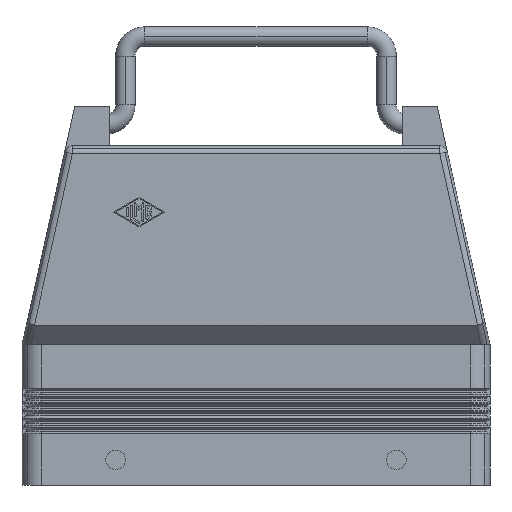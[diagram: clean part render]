
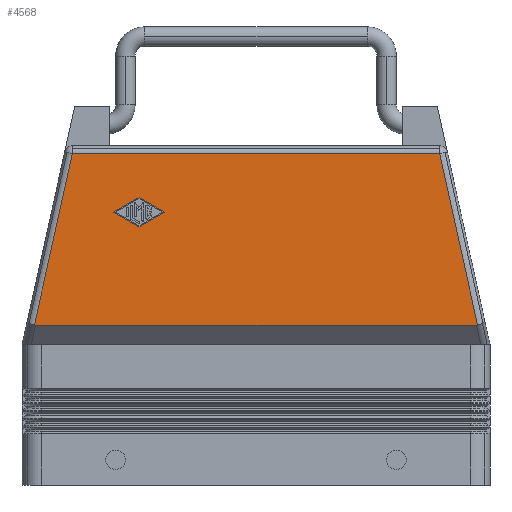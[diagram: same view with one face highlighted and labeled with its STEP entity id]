
A CAD part, front view. The second image highlights one B-rep face of the part: STEP entity #4568.
In plain terms, the highlighted planar face has unit normal (0, -1, 0).
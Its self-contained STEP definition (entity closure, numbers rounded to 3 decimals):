
#516=CARTESIAN_POINT('',(47.088,-26.5,85.));
#517=VERTEX_POINT('',#516);
#525=CARTESIAN_POINT('',(56.836,-26.5,41.033));
#526=VERTEX_POINT('',#525);
#527=CARTESIAN_POINT('',(47.088,-26.5,85.));
#528=DIRECTION('',(0.216,0.0,-0.976));
#529=VECTOR('',#528,45.034);
#530=LINE('',#527,#529);
#531=EDGE_CURVE('',#517,#526,#530,.T.);
#659=CARTESIAN_POINT('',(-47.088,-26.5,85.));
#660=VERTEX_POINT('',#659);
#668=CARTESIAN_POINT('',(-47.088,-26.5,85.));
#669=DIRECTION('',(1.0,0.0,0.0));
#670=VECTOR('',#669,94.177);
#671=LINE('',#668,#670);
#672=EDGE_CURVE('',#660,#517,#671,.T.);
#698=CARTESIAN_POINT('',(-56.836,-26.5,41.033));
#699=VERTEX_POINT('',#698);
#707=CARTESIAN_POINT('',(-56.836,-26.5,41.033));
#708=DIRECTION('',(0.216,0.0,0.976));
#709=VECTOR('',#708,45.034);
#710=LINE('',#707,#709);
#711=EDGE_CURVE('',#699,#660,#710,.T.);
#3763=CARTESIAN_POINT('',(-23.5,-26.5,70.));
#3764=VERTEX_POINT('',#3763);
#3771=CARTESIAN_POINT('',(-30.,-26.5,73.749));
#3772=VERTEX_POINT('',#3771);
#3773=CARTESIAN_POINT('',(-30.,-26.5,73.749));
#3774=DIRECTION('',(0.866,0.0,-0.5));
#3775=VECTOR('',#3774,7.504);
#3776=LINE('',#3773,#3775);
#3777=EDGE_CURVE('',#3772,#3764,#3776,.T.);
#3801=CARTESIAN_POINT('',(-30.0,-26.5,66.251));
#3802=VERTEX_POINT('',#3801);
#3809=CARTESIAN_POINT('',(-23.5,-26.5,70.));
#3810=DIRECTION('',(-0.866,0.0,-0.5));
#3811=VECTOR('',#3810,7.504);
#3812=LINE('',#3809,#3811);
#3813=EDGE_CURVE('',#3764,#3802,#3812,.T.);
#3832=CARTESIAN_POINT('',(-36.5,-26.5,70.));
#3833=VERTEX_POINT('',#3832);
#3840=CARTESIAN_POINT('',(-30.0,-26.5,66.251));
#3841=DIRECTION('',(-0.866,0.0,0.5));
#3842=VECTOR('',#3841,7.504);
#3843=LINE('',#3840,#3842);
#3844=EDGE_CURVE('',#3802,#3833,#3843,.T.);
#3862=CARTESIAN_POINT('',(-36.5,-26.5,70.));
#3863=DIRECTION('',(0.866,0.0,0.5));
#3864=VECTOR('',#3863,7.504);
#3865=LINE('',#3862,#3864);
#3866=EDGE_CURVE('',#3833,#3772,#3865,.T.);
#4528=CARTESIAN_POINT('',(0.,-26.5,59.708));
#4529=DIRECTION('',(0.0,1.0,0.0));
#4530=DIRECTION('',(0.0,0.0,1.0));
#4531=AXIS2_PLACEMENT_3D('',#4528,#4529,#4530);
#4532=PLANE('',#4531);
#4533=CARTESIAN_POINT('',(-56.529,-26.5,41.0));
#4534=VERTEX_POINT('',#4533);
#4535=CARTESIAN_POINT('',(-56.216,-26.5,43.828));
#4536=DIRECTION('',(0.,1.0,0.));
#4537=DIRECTION('',(-0.216,0.,-0.976));
#4538=AXIS2_PLACEMENT_3D('',#4535,#4536,#4537);
#4539=ELLIPSE('',#4538,2.863,2.0);
#4540=EDGE_CURVE('',#4534,#699,#4539,.T.);
#4541=ORIENTED_EDGE('',*,*,#4540,.F.);
#4542=CARTESIAN_POINT('',(56.529,-26.5,41.0));
#4543=VERTEX_POINT('',#4542);
#4544=CARTESIAN_POINT('',(56.529,-26.5,41.0));
#4545=DIRECTION('',(-1.0,0.0,0.0));
#4546=VECTOR('',#4545,113.059);
#4547=LINE('',#4544,#4546);
#4548=EDGE_CURVE('',#4543,#4534,#4547,.T.);
#4549=ORIENTED_EDGE('',*,*,#4548,.F.);
#4550=CARTESIAN_POINT('',(56.216,-26.5,43.828));
#4551=DIRECTION('',(0.0,1.,0.0));
#4552=DIRECTION('',(0.216,0.0,-0.976));
#4553=AXIS2_PLACEMENT_3D('',#4550,#4551,#4552);
#4554=ELLIPSE('',#4553,2.863,2.);
#4555=EDGE_CURVE('',#526,#4543,#4554,.T.);
#4556=ORIENTED_EDGE('',*,*,#4555,.F.);
#4557=ORIENTED_EDGE('',*,*,#531,.F.);
#4558=ORIENTED_EDGE('',*,*,#672,.F.);
#4559=ORIENTED_EDGE('',*,*,#711,.F.);
#4560=EDGE_LOOP('',(#4541,#4549,#4556,#4557,#4558,#4559));
#4561=FACE_OUTER_BOUND('',#4560,.T.);
#4562=ORIENTED_EDGE('',*,*,#3777,.T.);
#4563=ORIENTED_EDGE('',*,*,#3813,.T.);
#4564=ORIENTED_EDGE('',*,*,#3844,.T.);
#4565=ORIENTED_EDGE('',*,*,#3866,.T.);
#4566=EDGE_LOOP('',(#4562,#4563,#4564,#4565));
#4567=FACE_BOUND('',#4566,.T.);
#4568=ADVANCED_FACE('',(#4561,#4567),#4532,.F.);
